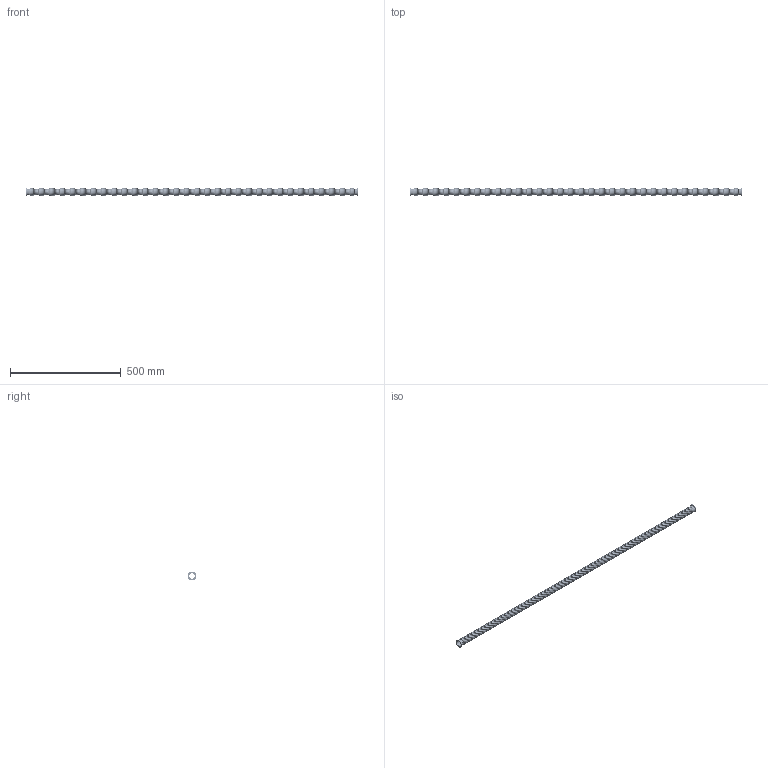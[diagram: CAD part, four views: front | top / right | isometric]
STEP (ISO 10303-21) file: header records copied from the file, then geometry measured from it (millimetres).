
FILE_DESCRIPTION (( 'STEP AP214' ), '1' );
FILE_NAME ('120SWN025-1500.stp', '2017-06-07T11:18:09', ( '' ), ( '' ), 'SwSTEP 2.0', 'SolidWorks 2015', '' );
FILE_SCHEMA (( 'AUTOMOTIVE_DESIGN' ));
Length unit declared in the file: millimetre
Products named in the file (1): 120SWN025-1500
Bounding box: 1500 x 40 x 40 mm (x, y, z)
Volume: 53293.9 mm3; surface area: 586614 mm2
Topology: 1 solids, 1 shells, 8274 faces, 16552 edges, 9460 vertices
Faces by surface type: torus 4716, cylinder 2372, plane 1182, cone 4
Entity records: 308572 total; most frequent: DIRECTION 47278, CARTESIAN_POINT 34287, ORIENTED_EDGE 33104, AXIS2_PLACEMENT_3D 22451, EDGE_CURVE 16552, CIRCLE 14176, VERTEX_POINT 9460, EDGE_LOOP 9456
